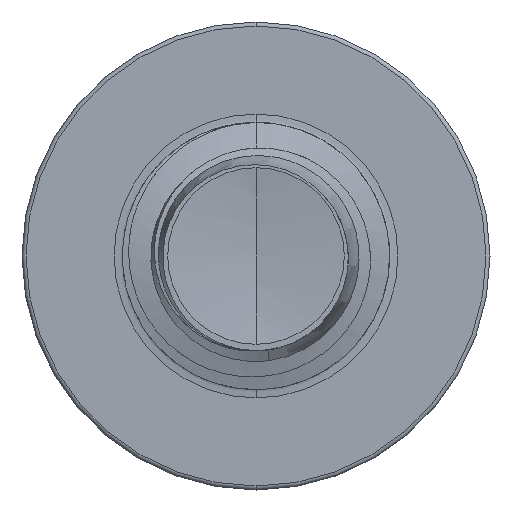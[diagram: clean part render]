
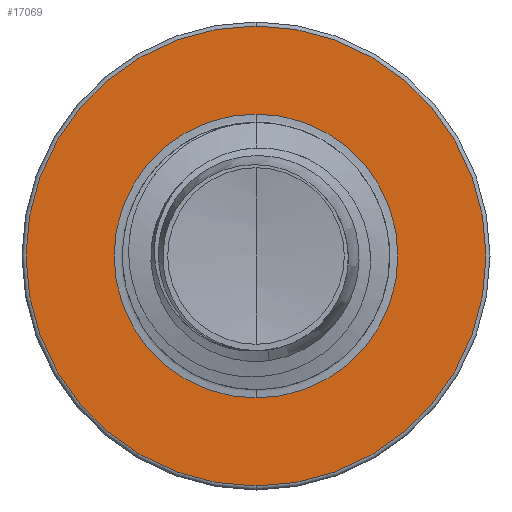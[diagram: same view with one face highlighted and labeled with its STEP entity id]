
A CAD part, front view. The second image highlights one B-rep face of the part: STEP entity #17069.
In plain terms, the highlighted planar face has unit normal (0, -1, 0).
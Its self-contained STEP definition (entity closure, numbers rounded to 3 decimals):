
#804 = CARTESIAN_POINT ( 'NONE',  ( 0., 8.5, 0. ) ) ;
#1642 = VERTEX_POINT ( 'NONE', #12561 ) ;
#1651 = AXIS2_PLACEMENT_3D ( 'NONE', #8426, #18678, #9977 ) ;
#2329 = DIRECTION ( 'NONE',  ( 0., 0., 1. ) ) ;
#2699 = AXIS2_PLACEMENT_3D ( 'NONE', #804, #11604, #2329 ) ;
#3157 = ORIENTED_EDGE ( 'NONE', *, *, #13629, .F. ) ;
#3279 = EDGE_LOOP ( 'NONE', ( #15495, #3157 ) ) ;
#3406 = ORIENTED_EDGE ( 'NONE', *, *, #13484, .T. ) ;
#3588 = VERTEX_POINT ( 'NONE', #5963 ) ;
#3753 = PLANE ( 'NONE',  #10778 ) ;
#3823 = CARTESIAN_POINT ( 'NONE',  ( 0., 8.5, -3.186 ) ) ;
#5142 = EDGE_CURVE ( 'NONE', #3588, #11695, #10796, .T. ) ;
#5963 = CARTESIAN_POINT ( 'NONE',  ( 0., 8.5, -3.186 ) ) ;
#8209 = DIRECTION ( 'NONE',  ( 0., 1., 0. ) ) ;
#8426 = CARTESIAN_POINT ( 'NONE',  ( 0., 8.5, 0. ) ) ;
#8614 = DIRECTION ( 'NONE',  ( 0., 0., 1. ) ) ;
#9977 = DIRECTION ( 'NONE',  ( 0., 0., 1. ) ) ;
#10377 = EDGE_LOOP ( 'NONE', ( #3406, #16229 ) ) ;
#10778 = AXIS2_PLACEMENT_3D ( 'NONE', #3823, #17383, #8614 ) ;
#10796 = CIRCLE ( 'NONE', #19338, 3.186 ) ;
#11604 = DIRECTION ( 'NONE',  ( 0., 1., 0. ) ) ;
#11695 = VERTEX_POINT ( 'NONE', #14836 ) ;
#12561 = CARTESIAN_POINT ( 'NONE',  ( 0., 8.5, 5.16 ) ) ;
#13484 = EDGE_CURVE ( 'NONE', #11695, #3588, #16656, .T. ) ;
#13629 = EDGE_CURVE ( 'NONE', #17722, #1642, #15768, .T. ) ;
#14120 = CARTESIAN_POINT ( 'NONE',  ( 0., 8.5, -5.16 ) ) ;
#14656 = FACE_OUTER_BOUND ( 'NONE', #3279, .T. ) ;
#14836 = CARTESIAN_POINT ( 'NONE',  ( 0., 8.5, 3.186 ) ) ;
#15495 = ORIENTED_EDGE ( 'NONE', *, *, #18014, .F. ) ;
#15662 = DIRECTION ( 'NONE',  ( 0., 1., 0. ) ) ;
#15699 = DIRECTION ( 'NONE',  ( 0., 0., 1. ) ) ;
#15768 = CIRCLE ( 'NONE', #1651, 5.16 ) ;
#16229 = ORIENTED_EDGE ( 'NONE', *, *, #5142, .T. ) ;
#16656 = CIRCLE ( 'NONE', #18173, 3.186 ) ;
#17004 = CARTESIAN_POINT ( 'NONE',  ( 0., 8.5, 0. ) ) ;
#17069 = ADVANCED_FACE ( 'NONE', ( #14656, #17996 ), #3753, .F. ) ;
#17374 = CARTESIAN_POINT ( 'NONE',  ( 0., 8.5, 0. ) ) ;
#17383 = DIRECTION ( 'NONE',  ( 0., 1., 0. ) ) ;
#17722 = VERTEX_POINT ( 'NONE', #14120 ) ;
#17996 = FACE_BOUND ( 'NONE', #10377, .T. ) ;
#18014 = EDGE_CURVE ( 'NONE', #1642, #17722, #18213, .T. ) ;
#18173 = AXIS2_PLACEMENT_3D ( 'NONE', #17004, #8209, #18485 ) ;
#18213 = CIRCLE ( 'NONE', #2699, 5.16 ) ;
#18485 = DIRECTION ( 'NONE',  ( 0., 0., 1. ) ) ;
#18678 = DIRECTION ( 'NONE',  ( 0., 1., 0. ) ) ;
#19338 = AXIS2_PLACEMENT_3D ( 'NONE', #17374, #15662, #15699 ) ;
